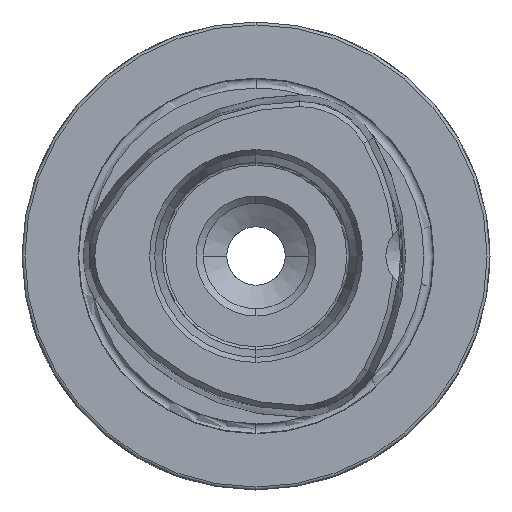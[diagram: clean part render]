
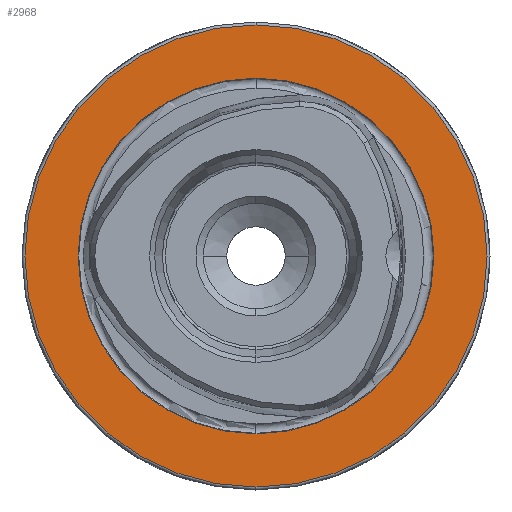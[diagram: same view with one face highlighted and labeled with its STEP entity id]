
A CAD part, left-side view. The second image highlights one B-rep face of the part: STEP entity #2968.
In plain terms, the highlighted planar face has unit normal (-1, 0, 0).
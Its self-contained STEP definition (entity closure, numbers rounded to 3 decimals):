
#111 = EDGE_CURVE ( 'NONE', #3933, #1772, #4604, .T. ) ;
#371 = VERTEX_POINT ( 'NONE', #5289 ) ;
#624 = CARTESIAN_POINT ( 'NONE',  ( 0., 0., 39.5 ) ) ;
#1033 = FACE_OUTER_BOUND ( 'NONE', #5302, .T. ) ;
#1090 = FACE_BOUND ( 'NONE', #5417, .T. ) ;
#1565 = ORIENTED_EDGE ( 'NONE', *, *, #5181, .T. ) ;
#1577 = DIRECTION ( 'NONE',  ( 0., 0., 1. ) ) ;
#1580 = DIRECTION ( 'NONE',  ( -1., 0., 0. ) ) ;
#1590 = CARTESIAN_POINT ( 'NONE',  ( 0., 0., 0. ) ) ;
#1772 = VERTEX_POINT ( 'NONE', #1775 ) ;
#1775 = CARTESIAN_POINT ( 'NONE',  ( 0., 0., -30.4 ) ) ;
#2185 = CIRCLE ( 'NONE', #5500, 39.5 ) ;
#2717 = AXIS2_PLACEMENT_3D ( 'NONE', #3269, #3205, #3196 ) ;
#2968 = ADVANCED_FACE ( 'NONE', ( #1090, #1033 ), #3931, .F. ) ;
#3196 = DIRECTION ( 'NONE',  ( 0., 0., -1. ) ) ;
#3205 = DIRECTION ( 'NONE',  ( 1., 0., 0. ) ) ;
#3269 = CARTESIAN_POINT ( 'NONE',  ( 0., 30.4, 0. ) ) ;
#3352 = AXIS2_PLACEMENT_3D ( 'NONE', #4183, #4185, #4198 ) ;
#3568 = ORIENTED_EDGE ( 'NONE', *, *, #6014, .T. ) ;
#3575 = ORIENTED_EDGE ( 'NONE', *, *, #4416, .F. ) ;
#3655 = CARTESIAN_POINT ( 'NONE',  ( 0., 0., 30.4 ) ) ;
#3931 = PLANE ( 'NONE',  #2717 ) ;
#3933 = VERTEX_POINT ( 'NONE', #3655 ) ;
#3999 = AXIS2_PLACEMENT_3D ( 'NONE', #5829, #6126, #5938 ) ;
#4183 = CARTESIAN_POINT ( 'NONE',  ( 0., 0., 0. ) ) ;
#4185 = DIRECTION ( 'NONE',  ( -1., 0., 0. ) ) ;
#4198 = DIRECTION ( 'NONE',  ( 0., 0., 1. ) ) ;
#4416 = EDGE_CURVE ( 'NONE', #1772, #3933, #5159, .T. ) ;
#4604 = CIRCLE ( 'NONE', #3352, 30.4 ) ;
#4951 = CARTESIAN_POINT ( 'NONE',  ( 0., 0., 0. ) ) ;
#4964 = DIRECTION ( 'NONE',  ( -1., 0., 0. ) ) ;
#5047 = VERTEX_POINT ( 'NONE', #624 ) ;
#5090 = DIRECTION ( 'NONE',  ( 0., 0., 1. ) ) ;
#5159 = CIRCLE ( 'NONE', #3999, 30.4 ) ;
#5181 = EDGE_CURVE ( 'NONE', #5047, #371, #5252, .T. ) ;
#5252 = CIRCLE ( 'NONE', #6328, 39.5 ) ;
#5289 = CARTESIAN_POINT ( 'NONE',  ( 0., 0., -39.5 ) ) ;
#5302 = EDGE_LOOP ( 'NONE', ( #1565, #3568 ) ) ;
#5417 = EDGE_LOOP ( 'NONE', ( #6547, #3575 ) ) ;
#5500 = AXIS2_PLACEMENT_3D ( 'NONE', #1590, #1580, #1577 ) ;
#5829 = CARTESIAN_POINT ( 'NONE',  ( 0., 0., 0. ) ) ;
#5938 = DIRECTION ( 'NONE',  ( 0., 0., 1. ) ) ;
#6014 = EDGE_CURVE ( 'NONE', #371, #5047, #2185, .T. ) ;
#6126 = DIRECTION ( 'NONE',  ( -1., 0., 0. ) ) ;
#6328 = AXIS2_PLACEMENT_3D ( 'NONE', #4951, #4964, #5090 ) ;
#6547 = ORIENTED_EDGE ( 'NONE', *, *, #111, .F. ) ;
